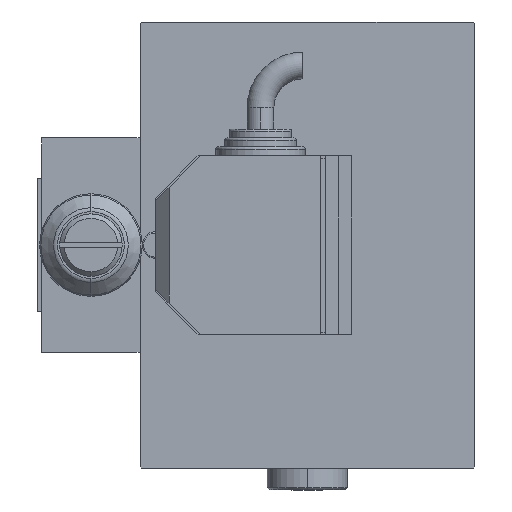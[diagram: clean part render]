
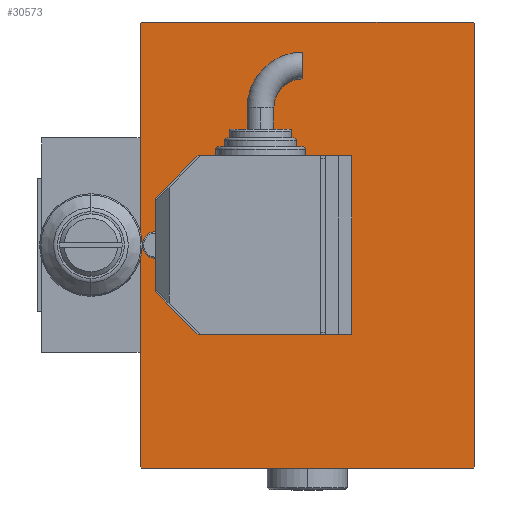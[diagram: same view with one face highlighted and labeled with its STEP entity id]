
A CAD part, left-side view. The second image highlights one B-rep face of the part: STEP entity #30573.
In plain terms, the highlighted face is planar.
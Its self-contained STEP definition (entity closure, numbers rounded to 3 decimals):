
#1649 = DIRECTION ( 'NONE',  ( 1., 0., 0. ) ) ;
#2312 = VECTOR ( 'NONE', #24422, 1000. ) ;
#2717 = EDGE_LOOP ( 'NONE', ( #38654, #37866, #47726, #11029, #3660, #13770, #11323, #39988 ) ) ;
#3660 = ORIENTED_EDGE ( 'NONE', *, *, #19074, .T. ) ;
#3994 = VECTOR ( 'NONE', #43313, 1000. ) ;
#5161 = VECTOR ( 'NONE', #49775, 1000. ) ;
#6091 = LINE ( 'NONE', #21214, #41015 ) ;
#6201 = CARTESIAN_POINT ( 'NONE',  ( 98., -37.5, 49.7 ) ) ;
#6716 = LINE ( 'NONE', #40259, #37857 ) ;
#8055 = EDGE_CURVE ( 'NONE', #15395, #31728, #39102, .T. ) ;
#11003 = CARTESIAN_POINT ( 'NONE',  ( 98., -37.2, 50. ) ) ;
#11029 = ORIENTED_EDGE ( 'NONE', *, *, #42544, .T. ) ;
#11323 = ORIENTED_EDGE ( 'NONE', *, *, #44958, .T. ) ;
#11873 = AXIS2_PLACEMENT_3D ( 'NONE', #28089, #1649, #43422 ) ;
#12268 = CARTESIAN_POINT ( 'NONE',  ( 98., -37.5, 50. ) ) ;
#12514 = VERTEX_POINT ( 'NONE', #48213 ) ;
#12722 = FACE_OUTER_BOUND ( 'NONE', #2717, .T. ) ;
#13770 = ORIENTED_EDGE ( 'NONE', *, *, #25325, .T. ) ;
#14815 = VERTEX_POINT ( 'NONE', #17455 ) ;
#15016 = VECTOR ( 'NONE', #28901, 1000. ) ;
#15395 = VERTEX_POINT ( 'NONE', #22283 ) ;
#17455 = CARTESIAN_POINT ( 'NONE',  ( 98., 37.5, 49.7 ) ) ;
#19074 = EDGE_CURVE ( 'NONE', #12514, #22842, #19335, .T. ) ;
#19335 = LINE ( 'NONE', #38690, #5161 ) ;
#20138 = VECTOR ( 'NONE', #49781, 1000. ) ;
#20614 = CARTESIAN_POINT ( 'NONE',  ( 98., -43.6, 43.6 ) ) ;
#20680 = LINE ( 'NONE', #35524, #3994 ) ;
#21214 = CARTESIAN_POINT ( 'NONE',  ( 98., 43.6, 43.6 ) ) ;
#22093 = DIRECTION ( 'NONE',  ( 0., 0.707, -0.707 ) ) ;
#22283 = CARTESIAN_POINT ( 'NONE',  ( 98., -37.2, -50. ) ) ;
#22842 = VERTEX_POINT ( 'NONE', #11003 ) ;
#23325 = CARTESIAN_POINT ( 'NONE',  ( 98., 37.5, -49.7 ) ) ;
#23541 = CARTESIAN_POINT ( 'NONE',  ( 98., -37.5, -50. ) ) ;
#24422 = DIRECTION ( 'NONE',  ( 0., 0.707, 0.707 ) ) ;
#25325 = EDGE_CURVE ( 'NONE', #22842, #41205, #31923, .T. ) ;
#27154 = LINE ( 'NONE', #12268, #20138 ) ;
#27186 = VERTEX_POINT ( 'NONE', #23325 ) ;
#28089 = CARTESIAN_POINT ( 'NONE',  ( 98., 0., 0. ) ) ;
#28372 = VERTEX_POINT ( 'NONE', #28525 ) ;
#28525 = CARTESIAN_POINT ( 'NONE',  ( 98., -37.5, -49.7 ) ) ;
#28901 = DIRECTION ( 'NONE',  ( 0., -0.707, -0.707 ) ) ;
#30573 = ADVANCED_FACE ( 'NONE', ( #12722 ), #32103, .T. ) ;
#31728 = VERTEX_POINT ( 'NONE', #44355 ) ;
#31923 = LINE ( 'NONE', #20614, #15016 ) ;
#32103 = PLANE ( 'NONE',  #11873 ) ;
#33701 = EDGE_CURVE ( 'NONE', #31728, #27186, #39243, .T. ) ;
#35423 = EDGE_CURVE ( 'NONE', #27186, #14815, #20680, .T. ) ;
#35524 = CARTESIAN_POINT ( 'NONE',  ( 98., 37.5, -50. ) ) ;
#37857 = VECTOR ( 'NONE', #22093, 1000. ) ;
#37866 = ORIENTED_EDGE ( 'NONE', *, *, #33701, .T. ) ;
#38348 = DIRECTION ( 'NONE',  ( 0., 1., 0. ) ) ;
#38654 = ORIENTED_EDGE ( 'NONE', *, *, #8055, .T. ) ;
#38690 = CARTESIAN_POINT ( 'NONE',  ( 98., 37.5, 50. ) ) ;
#39102 = LINE ( 'NONE', #23541, #42952 ) ;
#39243 = LINE ( 'NONE', #40238, #2312 ) ;
#39988 = ORIENTED_EDGE ( 'NONE', *, *, #48101, .T. ) ;
#40238 = CARTESIAN_POINT ( 'NONE',  ( 98., 43.6, -43.6 ) ) ;
#40259 = CARTESIAN_POINT ( 'NONE',  ( 98., -43.6, -43.6 ) ) ;
#41015 = VECTOR ( 'NONE', #48117, 1000. ) ;
#41205 = VERTEX_POINT ( 'NONE', #6201 ) ;
#42544 = EDGE_CURVE ( 'NONE', #14815, #12514, #6091, .T. ) ;
#42952 = VECTOR ( 'NONE', #38348, 1000. ) ;
#43313 = DIRECTION ( 'NONE',  ( 0., 0., 1. ) ) ;
#43422 = DIRECTION ( 'NONE',  ( 0., 0., -1. ) ) ;
#44355 = CARTESIAN_POINT ( 'NONE',  ( 98., 37.2, -50. ) ) ;
#44958 = EDGE_CURVE ( 'NONE', #41205, #28372, #27154, .T. ) ;
#47726 = ORIENTED_EDGE ( 'NONE', *, *, #35423, .T. ) ;
#48101 = EDGE_CURVE ( 'NONE', #28372, #15395, #6716, .T. ) ;
#48117 = DIRECTION ( 'NONE',  ( 0., -0.707, 0.707 ) ) ;
#48213 = CARTESIAN_POINT ( 'NONE',  ( 98., 37.2, 50. ) ) ;
#49775 = DIRECTION ( 'NONE',  ( 0., -1., 0. ) ) ;
#49781 = DIRECTION ( 'NONE',  ( 0., 0., -1. ) ) ;
